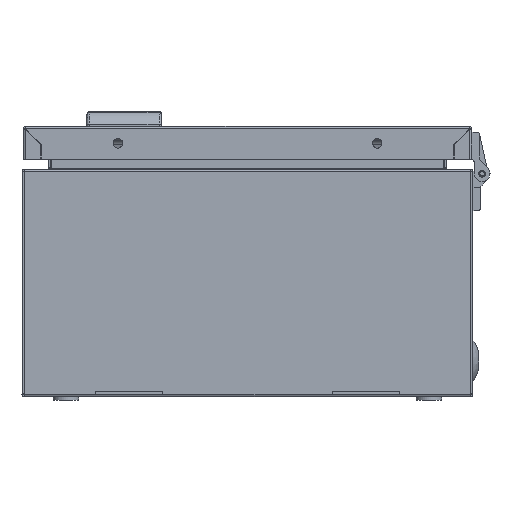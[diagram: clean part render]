
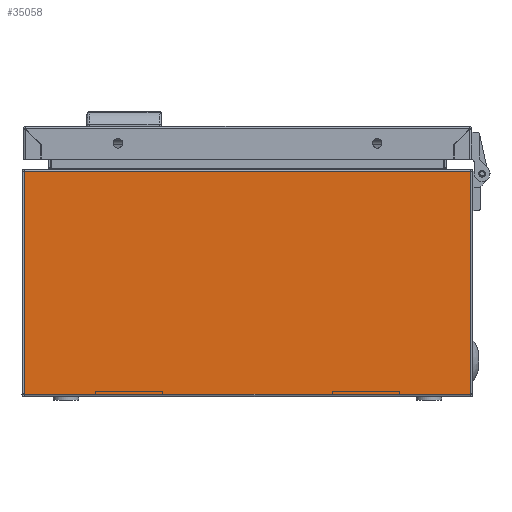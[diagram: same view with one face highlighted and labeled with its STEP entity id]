
A CAD part, left-side view. The second image highlights one B-rep face of the part: STEP entity #35058.
In plain terms, the highlighted planar face has unit normal (-1, 0, 0).
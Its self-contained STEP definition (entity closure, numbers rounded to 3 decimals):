
#11911 = EDGE_LOOP ( 'NONE', ( #56549, #56553, #56557, #56561, #56565, #56569, #56573, #56577 ) ) ;
#19384 = CARTESIAN_POINT ( 'NONE',  ( -250., -99., 98.943 ) ) ;
#19386 = CARTESIAN_POINT ( 'NONE',  ( -250., -99., 1.143 ) ) ;
#19387 = CARTESIAN_POINT ( 'NONE',  ( -250., 99., 98.943 ) ) ;
#19389 = CARTESIAN_POINT ( 'NONE',  ( -250., 99., 1.143 ) ) ;
#19409 = CARTESIAN_POINT ( 'NONE',  ( -250., 98.75, 0.1 ) ) ;
#19421 = CARTESIAN_POINT ( 'NONE',  ( -250., 98.75, 1.143 ) ) ;
#19422 = CARTESIAN_POINT ( 'NONE',  ( -250., -98.75, 0.1 ) ) ;
#19424 = CARTESIAN_POINT ( 'NONE',  ( -250., -98.75, 1.143 ) ) ;
#19996 = LINE ( 'NONE', #20006, #61960 ) ;
#20006 = CARTESIAN_POINT ( 'NONE',  ( -250., -99., 99.043 ) ) ;
#20007 = DIRECTION ( 'NONE',  ( 0., 0., -1. ) ) ;
#20050 = CARTESIAN_POINT ( 'NONE',  ( -250., -98.75, -248.957 ) ) ;
#20052 = LINE ( 'NONE', #20050, #61928 ) ;
#20055 = LINE ( 'NONE', #20065, #61924 ) ;
#20056 = LINE ( 'NONE', #20062, #61930 ) ;
#20061 = DIRECTION ( 'NONE',  ( 0., 0., -1. ) ) ;
#20062 = CARTESIAN_POINT ( 'NONE',  ( -250., 98.75, -248.957 ) ) ;
#20063 = LINE ( 'NONE', #20070, #61921 ) ;
#20064 = DIRECTION ( 'NONE',  ( 0., 0., -1. ) ) ;
#20065 = CARTESIAN_POINT ( 'NONE',  ( -250., 87., 98.943 ) ) ;
#20066 = LINE ( 'NONE', #20079, #61919 ) ;
#20067 = DIRECTION ( 'NONE',  ( 0., -1., 0. ) ) ;
#20070 = CARTESIAN_POINT ( 'NONE',  ( -250., -678.32, 1.143 ) ) ;
#20071 = DIRECTION ( 'NONE',  ( 0., 1., 0. ) ) ;
#20072 = LINE ( 'NONE', #20073, #61917 ) ;
#20073 = CARTESIAN_POINT ( 'NONE',  ( -250., -678.32, 1.143 ) ) ;
#20074 = DIRECTION ( 'NONE',  ( 0., -1., 0. ) ) ;
#20079 = CARTESIAN_POINT ( 'NONE',  ( -250., 87., 0.1 ) ) ;
#20080 = DIRECTION ( 'NONE',  ( 0., -1., 0. ) ) ;
#20261 = LINE ( 'NONE', #20263, #61801 ) ;
#20263 = CARTESIAN_POINT ( 'NONE',  ( -250., 99., 99.043 ) ) ;
#20264 = DIRECTION ( 'NONE',  ( 0., 0., 1. ) ) ;
#30589 = CARTESIAN_POINT ( 'NONE',  ( -250., 87., -622.957 ) ) ;
#30597 = FACE_OUTER_BOUND ( 'NONE', #11911, .T. ) ;
#30598 = PLANE ( 'NONE',  #62181 ) ;
#30600 = DIRECTION ( 'NONE',  ( -1., 0., 0. ) ) ;
#30601 = DIRECTION ( 'NONE',  ( 0., 0., 1. ) ) ;
#35058 = ADVANCED_FACE ( 'NONE', ( #30597 ), #30598, .T. ) ;
#52621 = VERTEX_POINT ( 'NONE', #19384 ) ;
#52627 = VERTEX_POINT ( 'NONE', #19386 ) ;
#52631 = VERTEX_POINT ( 'NONE', #19387 ) ;
#52637 = VERTEX_POINT ( 'NONE', #19389 ) ;
#52699 = VERTEX_POINT ( 'NONE', #19409 ) ;
#52737 = VERTEX_POINT ( 'NONE', #19421 ) ;
#52739 = VERTEX_POINT ( 'NONE', #19422 ) ;
#52745 = VERTEX_POINT ( 'NONE', #19424 ) ;
#56549 = ORIENTED_EDGE ( 'NONE', *, *, #61416, .F. ) ;
#56553 = ORIENTED_EDGE ( 'NONE', *, *, #61479, .F. ) ;
#56557 = ORIENTED_EDGE ( 'NONE', *, *, #61419, .T. ) ;
#56561 = ORIENTED_EDGE ( 'NONE', *, *, #61415, .T. ) ;
#56565 = ORIENTED_EDGE ( 'NONE', *, *, #61421, .T. ) ;
#56569 = ORIENTED_EDGE ( 'NONE', *, *, #61414, .F. ) ;
#56573 = ORIENTED_EDGE ( 'NONE', *, *, #61418, .F. ) ;
#56577 = ORIENTED_EDGE ( 'NONE', *, *, #61396, .F. ) ;
#61396 = EDGE_CURVE ( 'NONE', #52621, #52627, #19996, .T. ) ;
#61414 = EDGE_CURVE ( 'NONE', #52745, #52739, #20052, .T. ) ;
#61415 = EDGE_CURVE ( 'NONE', #52737, #52699, #20056, .T. ) ;
#61416 = EDGE_CURVE ( 'NONE', #52631, #52621, #20055, .T. ) ;
#61418 = EDGE_CURVE ( 'NONE', #52627, #52745, #20063, .T. ) ;
#61419 = EDGE_CURVE ( 'NONE', #52637, #52737, #20072, .T. ) ;
#61421 = EDGE_CURVE ( 'NONE', #52699, #52739, #20066, .T. ) ;
#61479 = EDGE_CURVE ( 'NONE', #52637, #52631, #20261, .T. ) ;
#61801 = VECTOR ( 'NONE', #20264, 1000. ) ;
#61917 = VECTOR ( 'NONE', #20074, 1000. ) ;
#61919 = VECTOR ( 'NONE', #20080, 1000. ) ;
#61921 = VECTOR ( 'NONE', #20071, 1000. ) ;
#61924 = VECTOR ( 'NONE', #20067, 1000. ) ;
#61928 = VECTOR ( 'NONE', #20061, 1000. ) ;
#61930 = VECTOR ( 'NONE', #20064, 1000. ) ;
#61960 = VECTOR ( 'NONE', #20007, 1000. ) ;
#62181 = AXIS2_PLACEMENT_3D ( 'NONE', #30589, #30600, #30601 ) ;
